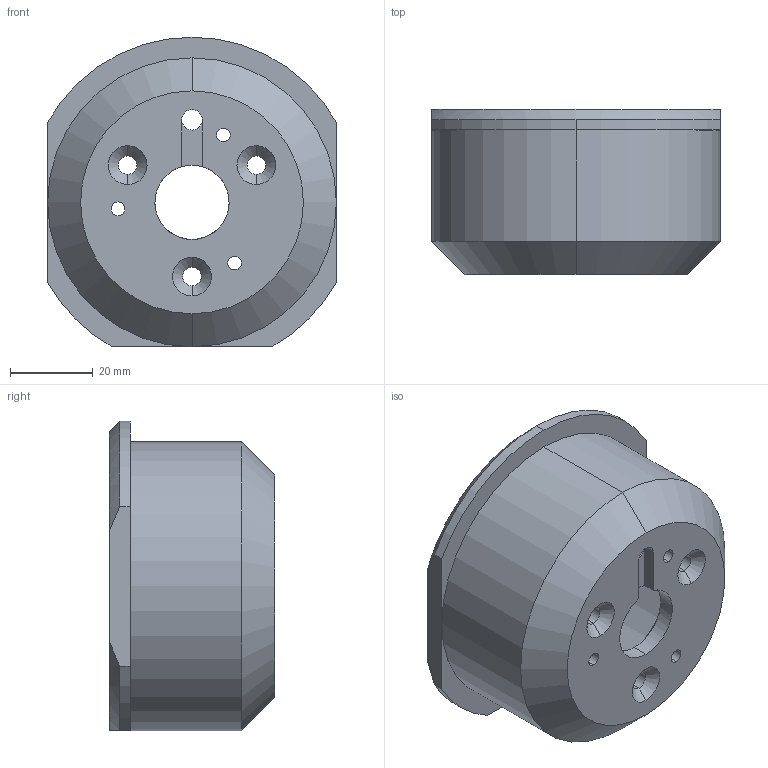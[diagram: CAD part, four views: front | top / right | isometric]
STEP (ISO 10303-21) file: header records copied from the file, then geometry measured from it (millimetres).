
FILE_DESCRIPTION (( 'STEP AP203' ), '1' );
FILE_NAME ('support capteurC2fin.STEP', '2020-06-17T15:40:42', ( '' ), ( '' ), 'SwSTEP 2.0', 'SolidWorks 2016', '' );
FILE_SCHEMA (( 'CONFIG_CONTROL_DESIGN' ));
Length unit declared in the file: millimetre
Products named in the file (1): support capteurC2fin
Bounding box: 70 x 40 x 75 mm (x, y, z)
Volume: 43577 mm3; surface area: 23449 mm2
Topology: 1 solids, 1 shells, 52 faces, 133 edges, 84 vertices
Faces by surface type: cylinder 26, cone 13, plane 13
Entity records: 1713 total; most frequent: DIRECTION 304, CARTESIAN_POINT 290, ORIENTED_EDGE 266, EDGE_CURVE 133, AXIS2_PLACEMENT_3D 124, VERTEX_POINT 84, CIRCLE 71, EDGE_LOOP 69
